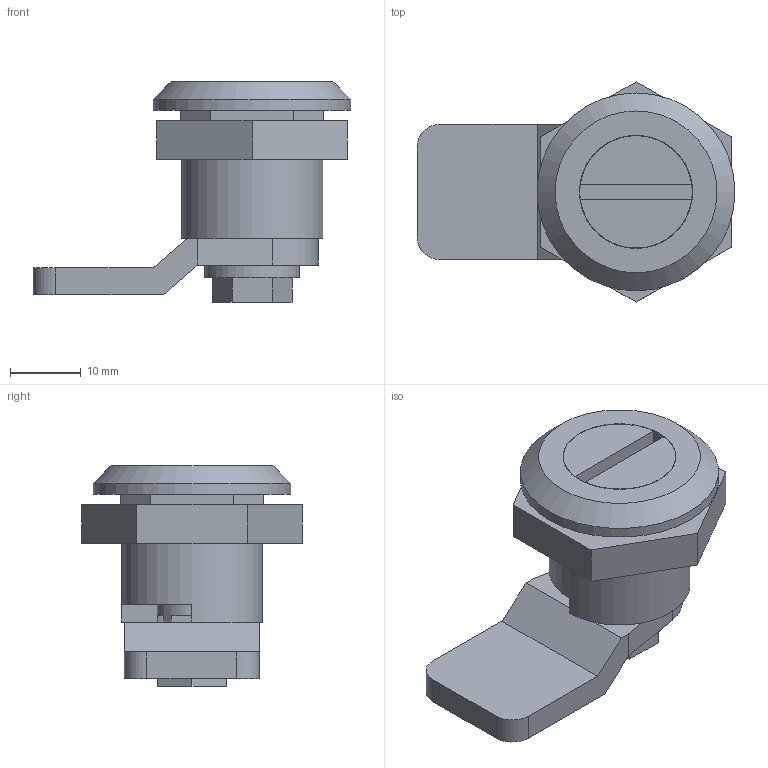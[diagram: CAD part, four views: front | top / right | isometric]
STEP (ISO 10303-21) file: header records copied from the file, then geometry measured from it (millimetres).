
FILE_DESCRIPTION (( 'STEP AP214' ), '1' );
FILE_NAME ('2SSQTR.STEP', '2019-07-17T22:26:15', ( '' ), ( '' ), 'SwSTEP 2.0', 'SolidWorks 2018', '' );
FILE_SCHEMA (( 'AUTOMOTIVE_DESIGN' ));
Length unit declared in the file: inch
Products named in the file (1): 2SSQTR
Bounding box: 44.89 x 31.09 x 31.17 mm (x, y, z)
Volume: 12695.7 mm3; surface area: 9021.6 mm2
Topology: 5 solids, 5 shells, 83 faces, 191 edges, 126 vertices
Faces by surface type: plane 67, cylinder 15, cone 1
Full cylindrical faces by diameter (mm): 5 x1, 6 x1, 9.83 x2, 12.7 x2, 13.335 x1, 15.875 x1, 16.002 x1, 19.5 x1, 19.939 x1, 27.94 x1
Entity records: 3419 total; most frequent: DIRECTION 386, CARTESIAN_POINT 382, ORIENTED_EDGE 350, EDGE_CURVE 175, VECTOR 132, LINE 132, AXIS2_PLACEMENT_3D 127, VERTEX_POINT 123
